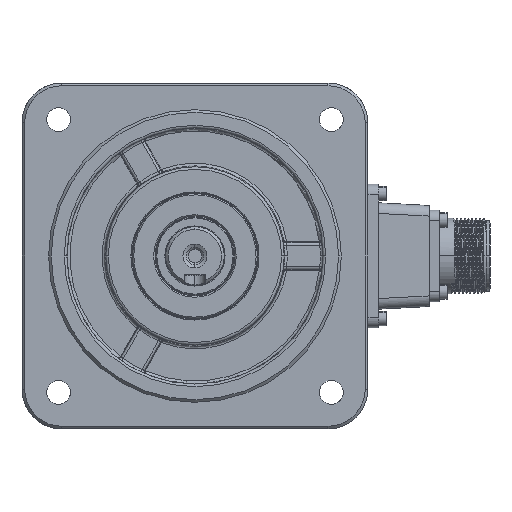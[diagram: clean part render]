
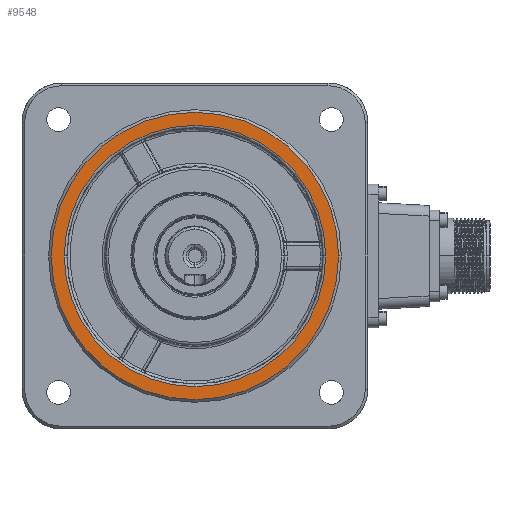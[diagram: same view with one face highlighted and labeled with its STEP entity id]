
A CAD part, left-side view. The second image highlights one B-rep face of the part: STEP entity #9548.
In plain terms, the highlighted planar face has unit normal (-1, 0, 0).
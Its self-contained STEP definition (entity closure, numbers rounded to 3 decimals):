
#1234 = CARTESIAN_POINT ( 'NONE',  ( -52., -49.122, 0. ) ) ;
#3428 = DIRECTION ( 'NONE',  ( 0., -1., 0. ) ) ;
#4784 = FACE_OUTER_BOUND ( 'NONE', #48512, .T. ) ;
#5893 = AXIS2_PLACEMENT_3D ( 'NONE', #35428, #42943, #47005 ) ;
#6698 = CARTESIAN_POINT ( 'NONE',  ( -52., 0., 0. ) ) ;
#8151 = ORIENTED_EDGE ( 'NONE', *, *, #39244, .T. ) ;
#8186 = CARTESIAN_POINT ( 'NONE',  ( -52., -54., 0. ) ) ;
#8523 = CARTESIAN_POINT ( 'NONE',  ( -52., 54., 0. ) ) ;
#9068 = CIRCLE ( 'NONE', #5893, 49.122 ) ;
#9548 = ADVANCED_FACE ( 'NONE', ( #4784, #28008 ), #21864, .T. ) ;
#10848 = AXIS2_PLACEMENT_3D ( 'NONE', #28150, #39073, #16112 ) ;
#11633 = VERTEX_POINT ( 'NONE', #1234 ) ;
#14633 = EDGE_CURVE ( 'NONE', #39879, #11633, #21035, .T. ) ;
#14680 = DIRECTION ( 'NONE',  ( -1., 0., 0. ) ) ;
#16112 = DIRECTION ( 'NONE',  ( 0., -1., 0. ) ) ;
#18767 = DIRECTION ( 'NONE',  ( 0., -1., 0. ) ) ;
#21035 = CIRCLE ( 'NONE', #27199, 49.122 ) ;
#21864 = PLANE ( 'NONE',  #34396 ) ;
#22659 = AXIS2_PLACEMENT_3D ( 'NONE', #41690, #34000, #18767 ) ;
#23052 = VERTEX_POINT ( 'NONE', #8186 ) ;
#25767 = EDGE_LOOP ( 'NONE', ( #8151, #34222 ) ) ;
#26170 = ORIENTED_EDGE ( 'NONE', *, *, #29407, .T. ) ;
#27061 = VERTEX_POINT ( 'NONE', #8523 ) ;
#27199 = AXIS2_PLACEMENT_3D ( 'NONE', #34032, #38035, #3428 ) ;
#28008 = FACE_BOUND ( 'NONE', #25767, .T. ) ;
#28150 = CARTESIAN_POINT ( 'NONE',  ( -52., 0., 0. ) ) ;
#28942 = EDGE_CURVE ( 'NONE', #23052, #27061, #30511, .T. ) ;
#29407 = EDGE_CURVE ( 'NONE', #27061, #23052, #34659, .T. ) ;
#30511 = CIRCLE ( 'NONE', #10848, 54. ) ;
#33906 = CARTESIAN_POINT ( 'NONE',  ( -52., 49.122, 0. ) ) ;
#34000 = DIRECTION ( 'NONE',  ( -1., 0., 0. ) ) ;
#34032 = CARTESIAN_POINT ( 'NONE',  ( -52., 0., 0. ) ) ;
#34222 = ORIENTED_EDGE ( 'NONE', *, *, #14633, .T. ) ;
#34396 = AXIS2_PLACEMENT_3D ( 'NONE', #6698, #14680, #45014 ) ;
#34659 = CIRCLE ( 'NONE', #22659, 54. ) ;
#35428 = CARTESIAN_POINT ( 'NONE',  ( -52., 0., 0. ) ) ;
#38035 = DIRECTION ( 'NONE',  ( 1., 0., 0. ) ) ;
#39073 = DIRECTION ( 'NONE',  ( -1., 0., 0. ) ) ;
#39244 = EDGE_CURVE ( 'NONE', #11633, #39879, #9068, .T. ) ;
#39879 = VERTEX_POINT ( 'NONE', #33906 ) ;
#41690 = CARTESIAN_POINT ( 'NONE',  ( -52., 0., 0. ) ) ;
#42943 = DIRECTION ( 'NONE',  ( 1., 0., 0. ) ) ;
#44890 = ORIENTED_EDGE ( 'NONE', *, *, #28942, .T. ) ;
#45014 = DIRECTION ( 'NONE',  ( 0., -1., 0. ) ) ;
#47005 = DIRECTION ( 'NONE',  ( 0., -1., 0. ) ) ;
#48512 = EDGE_LOOP ( 'NONE', ( #26170, #44890 ) ) ;
